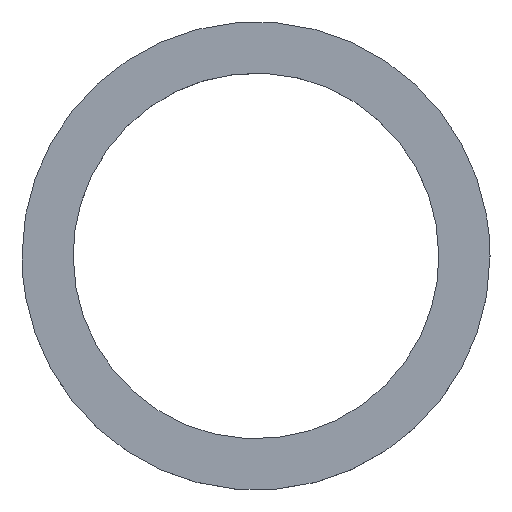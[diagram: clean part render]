
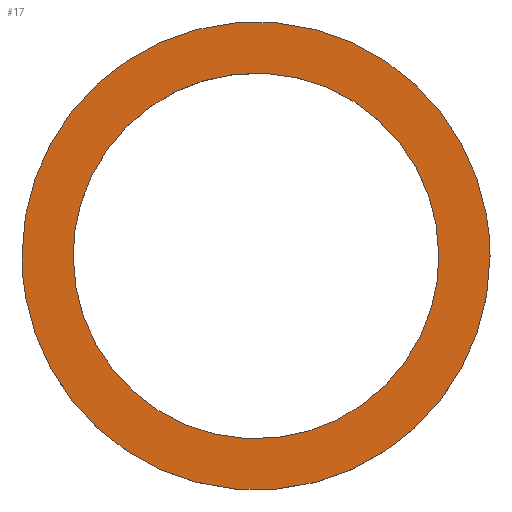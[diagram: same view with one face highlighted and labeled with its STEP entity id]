
A CAD part, top view. The second image highlights one B-rep face of the part: STEP entity #17.
In plain terms, the highlighted planar face has unit normal (0, 0, 1).
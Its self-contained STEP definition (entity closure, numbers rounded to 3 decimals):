
#17=ADVANCED_FACE('',(#25,#21),#97,.T.);
#21=FACE_BOUND('',#33,.T.);
#25=FACE_OUTER_BOUND('',#32,.T.);
#32=EDGE_LOOP('',(#48,#49));
#33=EDGE_LOOP('',(#50,#51));
#48=ORIENTED_EDGE('',*,*,#68,.F.);
#49=ORIENTED_EDGE('',*,*,#63,.F.);
#50=ORIENTED_EDGE('',*,*,#71,.F.);
#51=ORIENTED_EDGE('',*,*,#65,.F.);
#63=EDGE_CURVE('',#86,#89,#75,.T.);
#65=EDGE_CURVE('',#87,#91,#77,.T.);
#68=EDGE_CURVE('',#89,#86,#80,.T.);
#71=EDGE_CURVE('',#91,#87,#83,.T.);
#75=B_SPLINE_CURVE_WITH_KNOTS('',3,(#278,#279,#280,#281,#282,#283,#284),
 .UNSPECIFIED.,.F.,.F.,(4,3,4),(0.,1.,2.),.UNSPECIFIED.);
#77=B_SPLINE_CURVE_WITH_KNOTS('',3,(#287,#288,#289,#290,#291,#292,#293),
 .UNSPECIFIED.,.F.,.F.,(4,3,4),(-4.,-3.,-2.),.UNSPECIFIED.);
#80=B_SPLINE_CURVE_WITH_KNOTS('',3,(#303,#304,#305,#306,#307,#308,#309),
 .UNSPECIFIED.,.F.,.F.,(4,3,4),(2.,3.,4.),.UNSPECIFIED.);
#83=B_SPLINE_CURVE_WITH_KNOTS('',3,(#319,#320,#321,#322,#323,#324,#325),
 .UNSPECIFIED.,.F.,.F.,(4,3,4),(-2.,-1.,0.),.UNSPECIFIED.);
#86=VERTEX_POINT('',#256);
#87=VERTEX_POINT('',#257);
#89=VERTEX_POINT('',#259);
#91=VERTEX_POINT('',#261);
#97=PLANE('',#187);
#187=AXIS2_PLACEMENT_3D('',#225,#192,$);
#192=DIRECTION('',(0.,0.,1.));
#225=CARTESIAN_POINT('',(1.264,22.878,4.398));
#256=CARTESIAN_POINT('',(22.979,11.913,4.398));
#257=CARTESIAN_POINT('',(20.629,11.913,4.398));
#259=CARTESIAN_POINT('',(1.479,11.913,4.398));
#261=CARTESIAN_POINT('',(3.829,11.913,4.398));
#278=CARTESIAN_POINT('',(22.979,11.913,4.398));
#279=CARTESIAN_POINT('',(22.979,5.976,4.398));
#280=CARTESIAN_POINT('',(18.166,1.163,4.398));
#281=CARTESIAN_POINT('',(12.229,1.163,4.398));
#282=CARTESIAN_POINT('',(6.292,1.163,4.398));
#283=CARTESIAN_POINT('',(1.479,5.976,4.398));
#284=CARTESIAN_POINT('',(1.479,11.913,4.398));
#287=CARTESIAN_POINT('',(20.629,11.913,4.398));
#288=CARTESIAN_POINT('',(20.629,16.552,4.398));
#289=CARTESIAN_POINT('',(16.868,20.313,4.398));
#290=CARTESIAN_POINT('',(12.229,20.313,4.398));
#291=CARTESIAN_POINT('',(7.59,20.313,4.398));
#292=CARTESIAN_POINT('',(3.829,16.552,4.398));
#293=CARTESIAN_POINT('',(3.829,11.913,4.398));
#303=CARTESIAN_POINT('',(1.479,11.913,4.398));
#304=CARTESIAN_POINT('',(1.479,17.85,4.398));
#305=CARTESIAN_POINT('',(6.292,22.663,4.398));
#306=CARTESIAN_POINT('',(12.229,22.663,4.398));
#307=CARTESIAN_POINT('',(18.166,22.663,4.398));
#308=CARTESIAN_POINT('',(22.979,17.85,4.398));
#309=CARTESIAN_POINT('',(22.979,11.913,4.398));
#319=CARTESIAN_POINT('',(3.829,11.913,4.398));
#320=CARTESIAN_POINT('',(3.829,7.274,4.398));
#321=CARTESIAN_POINT('',(7.59,3.513,4.398));
#322=CARTESIAN_POINT('',(12.229,3.513,4.398));
#323=CARTESIAN_POINT('',(16.868,3.513,4.398));
#324=CARTESIAN_POINT('',(20.629,7.274,4.398));
#325=CARTESIAN_POINT('',(20.629,11.913,4.398));
